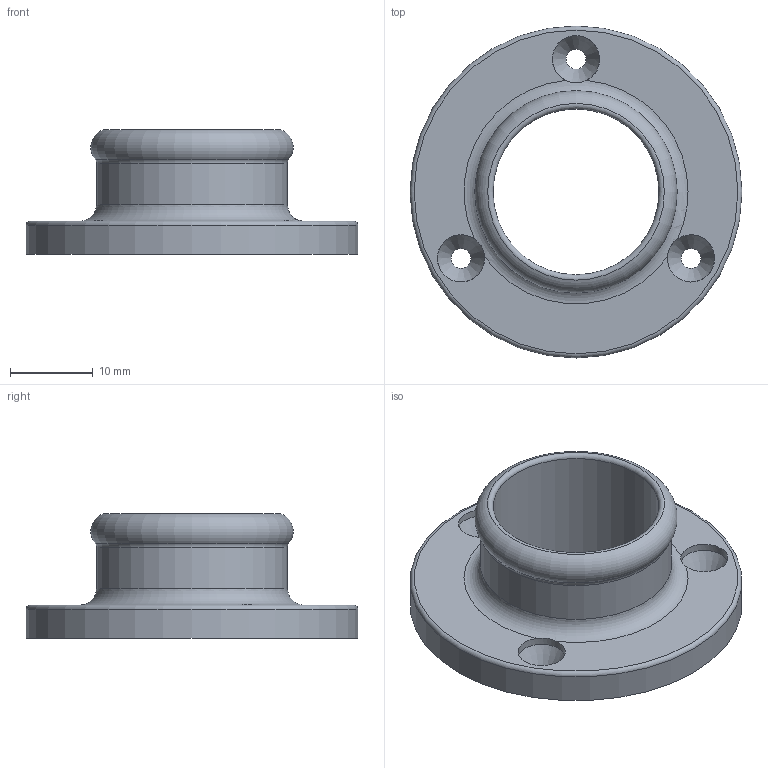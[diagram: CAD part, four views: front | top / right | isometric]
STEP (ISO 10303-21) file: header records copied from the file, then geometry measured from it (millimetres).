
FILE_DESCRIPTION(('FreeCAD Model'),'2;1');
FILE_NAME('Embout-V1_0_0.step','2020-04-01T11:59:59',('Almisuifre'),(''), 'Open CASCADE STEP processor 6.8','FreeCAD','Unknown');
FILE_SCHEMA(('AUTOMOTIVE_DESIGN_CC2 { 1 2 10303 214 -1 1 5 4 }'));
Length unit declared in the file: millimetre
Products named in the file (1): Embout-V1_0_0
Bounding box: 40 x 40 x 15.02 mm (x, y, z)
Volume: 4850.8 mm3; surface area: 4127.9 mm2
Topology: 1 solids, 1 shells, 19 faces, 48 edges, 28 vertices
Faces by surface type: cylinder 9, torus 5, cone 3, plane 2
Full cylindrical faces by diameter (mm): 2.4 x3, 5.7 x3, 20 x1, 23 x1, 40 x1
Entity records: 1972 total; most frequent: CARTESIAN_POINT 954, DIRECTION 202, ORIENTED_EDGE 96, PCURVE 96, DEFINITIONAL_REPRESENTATION 96, LINE 80, VECTOR 80, AXIS2_PLACEMENT_3D 53
